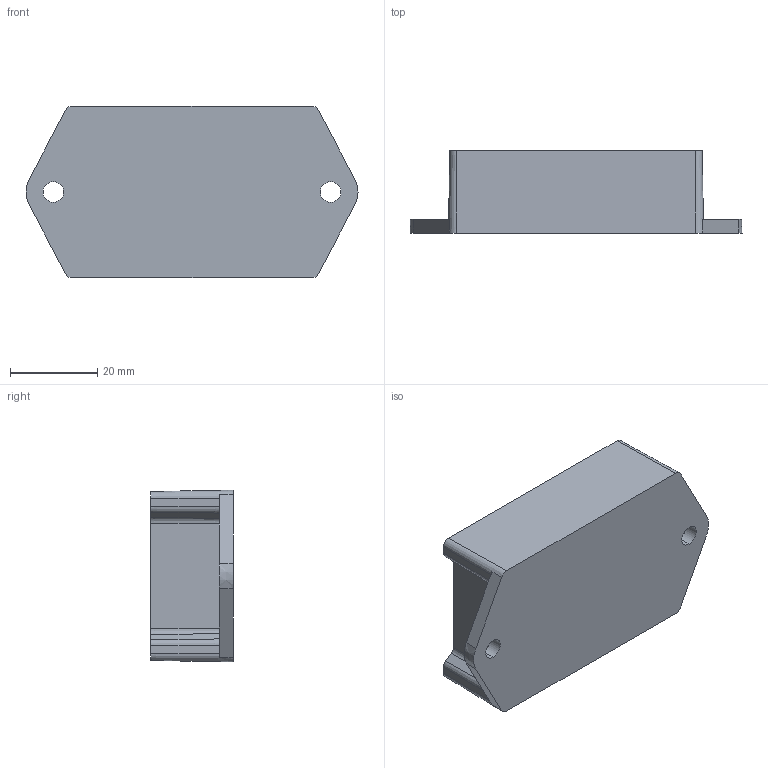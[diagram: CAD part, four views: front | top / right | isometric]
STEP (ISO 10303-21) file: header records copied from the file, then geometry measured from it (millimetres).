
FILE_DESCRIPTION (( 'STEP AP203' ), '1' );
FILE_NAME ('BF-150275.STEP', '2010-05-25T12:28:18', ( '' ), ( '' ), 'SwSTEP 2.0', 'SolidWorks 2010', '' );
FILE_SCHEMA (( 'CONFIG_CONTROL_DESIGN' ));
Length unit declared in the file: inch
Products named in the file (1): BF-150275
Bounding box: 76.06 x 18.92 x 39.37 mm (x, y, z)
Volume: 11491.1 mm3; surface area: 11824.7 mm2
Topology: 1 solids, 1 shells, 55 faces, 148 edges, 92 vertices
Faces by surface type: plane 25, cone 18, cylinder 8, bspline 4
Entity records: 3063 total; most frequent: CARTESIAN_POINT 1618, ORIENTED_EDGE 288, DIRECTION 280, EDGE_CURVE 144, AXIS2_PLACEMENT_3D 96, VERTEX_POINT 92, VECTOR 88, LINE 88
